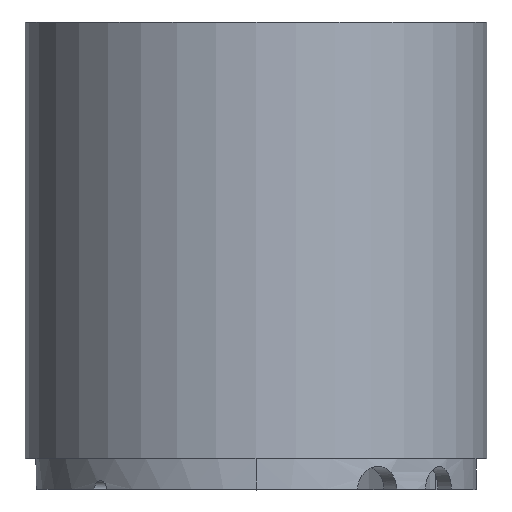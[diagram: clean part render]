
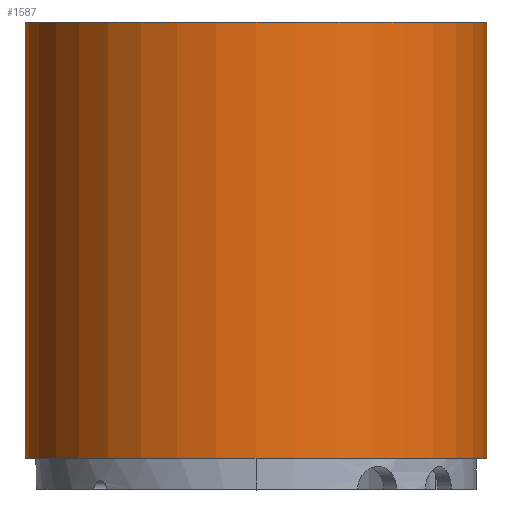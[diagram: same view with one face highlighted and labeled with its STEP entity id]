
A CAD part, top view. The second image highlights one B-rep face of the part: STEP entity #1587.
In plain terms, the highlighted cylindrical face has radius 50.724 mm (diameter 101.448 mm), a partial arc.
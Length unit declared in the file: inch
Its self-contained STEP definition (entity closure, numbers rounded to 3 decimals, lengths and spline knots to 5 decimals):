
#119 = EDGE_CURVE ( 'NONE', #2405, #1630, #1718, .T. ) ;
#141 = VERTEX_POINT ( 'NONE', #2281 ) ;
#205 = AXIS2_PLACEMENT_3D ( 'NONE', #1283, #1087, #335 ) ;
#248 = ORIENTED_EDGE ( 'NONE', *, *, #612, .T. ) ;
#254 = DIRECTION ( 'NONE',  ( 0., 1., 0. ) ) ;
#256 = CYLINDRICAL_SURFACE ( 'NONE', #1701, 1.997 ) ;
#280 = CARTESIAN_POINT ( 'NONE',  ( 1.997, 8.05, 0. ) ) ;
#335 = DIRECTION ( 'NONE',  ( 0., 0., -1. ) ) ;
#345 = LINE ( 'NONE', #1692, #1495 ) ;
#456 = CARTESIAN_POINT ( 'NONE',  ( 0., 8.05, 0. ) ) ;
#511 = CARTESIAN_POINT ( 'NONE',  ( 1.997, 4.275, 0. ) ) ;
#584 = VECTOR ( 'NONE', #1554, 39.37008 ) ;
#612 = EDGE_CURVE ( 'NONE', #2012, #1630, #1170, .T. ) ;
#668 = AXIS2_PLACEMENT_3D ( 'NONE', #456, #254, #1791 ) ;
#859 = CARTESIAN_POINT ( 'NONE',  ( 0., 5.46976, 0. ) ) ;
#979 = CARTESIAN_POINT ( 'NONE',  ( 1.997, 5.46976, 0. ) ) ;
#1087 = DIRECTION ( 'NONE',  ( 0., -1., 0. ) ) ;
#1102 = ORIENTED_EDGE ( 'NONE', *, *, #1946, .F. ) ;
#1170 = LINE ( 'NONE', #979, #584 ) ;
#1207 = CIRCLE ( 'NONE', #205, 1.997 ) ;
#1283 = CARTESIAN_POINT ( 'NONE',  ( 0., 4.275, 0. ) ) ;
#1291 = CARTESIAN_POINT ( 'NONE',  ( -1.997, 8.05, 0. ) ) ;
#1400 = EDGE_CURVE ( 'NONE', #141, #2405, #345, .T. ) ;
#1431 = DIRECTION ( 'NONE',  ( -1., 0., 0. ) ) ;
#1485 = DIRECTION ( 'NONE',  ( 0., 1., 0. ) ) ;
#1495 = VECTOR ( 'NONE', #1485, 39.37008 ) ;
#1554 = DIRECTION ( 'NONE',  ( 0., 1., 0. ) ) ;
#1587 = ADVANCED_FACE ( 'NONE', ( #2011 ), #256, .T. ) ;
#1630 = VERTEX_POINT ( 'NONE', #280 ) ;
#1692 = CARTESIAN_POINT ( 'NONE',  ( -1.997, 5.46976, 0. ) ) ;
#1701 = AXIS2_PLACEMENT_3D ( 'NONE', #859, #2363, #1431 ) ;
#1718 = CIRCLE ( 'NONE', #668, 1.997 ) ;
#1791 = DIRECTION ( 'NONE',  ( -1., 0., 0. ) ) ;
#1946 = EDGE_CURVE ( 'NONE', #2012, #141, #1207, .T. ) ;
#2001 = ORIENTED_EDGE ( 'NONE', *, *, #119, .F. ) ;
#2011 = FACE_OUTER_BOUND ( 'NONE', #2056, .T. ) ;
#2012 = VERTEX_POINT ( 'NONE', #511 ) ;
#2031 = ORIENTED_EDGE ( 'NONE', *, *, #1400, .F. ) ;
#2056 = EDGE_LOOP ( 'NONE', ( #1102, #248, #2001, #2031 ) ) ;
#2281 = CARTESIAN_POINT ( 'NONE',  ( -1.997, 4.275, 0. ) ) ;
#2363 = DIRECTION ( 'NONE',  ( 0., 1., 0. ) ) ;
#2405 = VERTEX_POINT ( 'NONE', #1291 ) ;
